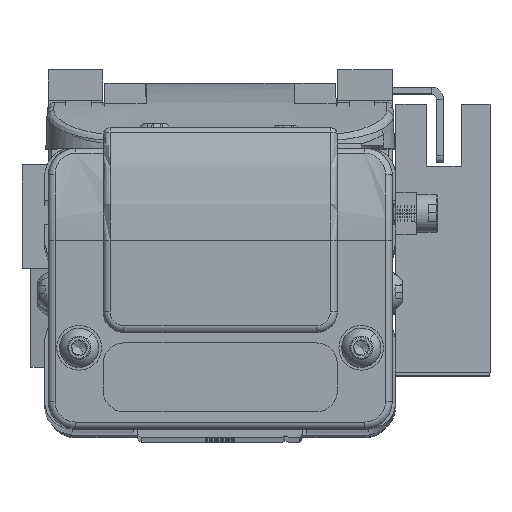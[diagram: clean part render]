
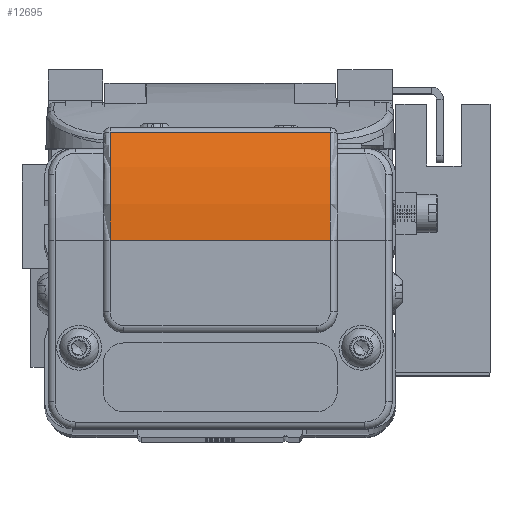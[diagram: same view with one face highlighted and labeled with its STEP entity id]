
A CAD part, top view. The second image highlights one B-rep face of the part: STEP entity #12695.
In plain terms, the highlighted cylindrical face has radius 46.89 mm (diameter 93.78 mm), a partial arc.
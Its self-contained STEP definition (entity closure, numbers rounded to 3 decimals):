
#644 = LINE ( 'NONE', #4292, #85370 ) ;
#726 = LINE ( 'NONE', #38692, #24672 ) ;
#4292 = CARTESIAN_POINT ( 'NONE',  ( -17., 44.336, 5.281 ) ) ;
#12695 = ADVANCED_FACE ( 'NONE', ( #76435 ), #28443, .T. ) ;
#12863 = DIRECTION ( 'NONE',  ( 0., 0., -1. ) ) ;
#13947 = DIRECTION ( 'NONE',  ( 0., 0., -1. ) ) ;
#17847 = AXIS2_PLACEMENT_3D ( 'NONE', #59530, #25306, #52583 ) ;
#18048 = VERTEX_POINT ( 'NONE', #29776 ) ;
#20229 = CARTESIAN_POINT ( 'NONE',  ( -16., 44.336, 5.281 ) ) ;
#21241 = ORIENTED_EDGE ( 'NONE', *, *, #71577, .T. ) ;
#22402 = ORIENTED_EDGE ( 'NONE', *, *, #43299, .T. ) ;
#23942 = ORIENTED_EDGE ( 'NONE', *, *, #52740, .T. ) ;
#24672 = VECTOR ( 'NONE', #65640, 1000. ) ;
#25306 = DIRECTION ( 'NONE',  ( -1., 0., 0. ) ) ;
#27873 = VERTEX_POINT ( 'NONE', #59507 ) ;
#28128 = CARTESIAN_POINT ( 'NONE',  ( -16., 28.6, -38.89 ) ) ;
#28443 = CYLINDRICAL_SURFACE ( 'NONE', #39801, 46.89 ) ;
#29776 = CARTESIAN_POINT ( 'NONE',  ( 16., 44.336, 5.281 ) ) ;
#29951 = VERTEX_POINT ( 'NONE', #20229 ) ;
#32279 = VERTEX_POINT ( 'NONE', #69475 ) ;
#34203 = DIRECTION ( 'NONE',  ( 1., 0., 0. ) ) ;
#36175 = ORIENTED_EDGE ( 'NONE', *, *, #78595, .T. ) ;
#38692 = CARTESIAN_POINT ( 'NONE',  ( -17., 28.6, 8. ) ) ;
#39801 = AXIS2_PLACEMENT_3D ( 'NONE', #48655, #55583, #13947 ) ;
#43299 = EDGE_CURVE ( 'NONE', #32279, #18048, #43886, .T. ) ;
#43886 = CIRCLE ( 'NONE', #17847, 46.89 ) ;
#48354 = EDGE_LOOP ( 'NONE', ( #36175, #23942, #21241, #22402 ) ) ;
#48655 = CARTESIAN_POINT ( 'NONE',  ( -17., 28.6, -38.89 ) ) ;
#52583 = DIRECTION ( 'NONE',  ( 0., 0., -1. ) ) ;
#52740 = EDGE_CURVE ( 'NONE', #29951, #27873, #59182, .T. ) ;
#52938 = DIRECTION ( 'NONE',  ( -1., 0., 0. ) ) ;
#55583 = DIRECTION ( 'NONE',  ( 1., 0., 0. ) ) ;
#58572 = AXIS2_PLACEMENT_3D ( 'NONE', #28128, #34203, #12863 ) ;
#59182 = CIRCLE ( 'NONE', #58572, 46.89 ) ;
#59507 = CARTESIAN_POINT ( 'NONE',  ( -16., 28.6, 8. ) ) ;
#59530 = CARTESIAN_POINT ( 'NONE',  ( 16., 28.6, -38.89 ) ) ;
#65640 = DIRECTION ( 'NONE',  ( 1., 0., 0. ) ) ;
#69475 = CARTESIAN_POINT ( 'NONE',  ( 16., 28.6, 8. ) ) ;
#71577 = EDGE_CURVE ( 'NONE', #27873, #32279, #726, .T. ) ;
#76435 = FACE_OUTER_BOUND ( 'NONE', #48354, .T. ) ;
#78595 = EDGE_CURVE ( 'NONE', #18048, #29951, #644, .T. ) ;
#85370 = VECTOR ( 'NONE', #52938, 1000. ) ;
